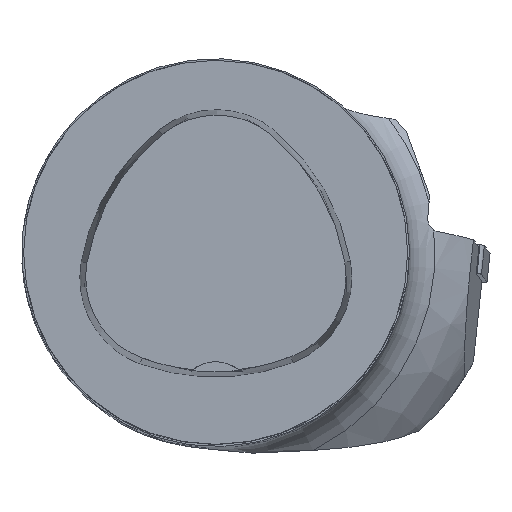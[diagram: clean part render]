
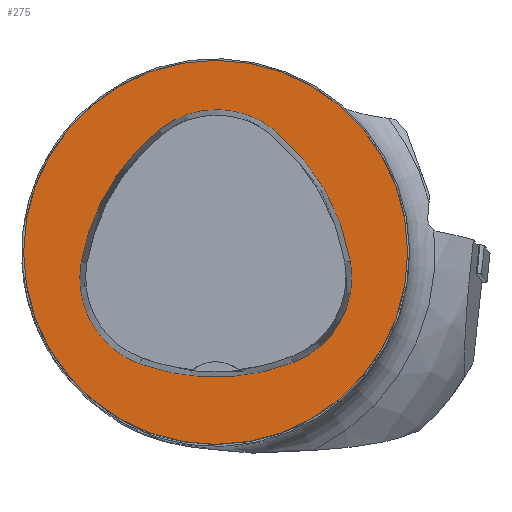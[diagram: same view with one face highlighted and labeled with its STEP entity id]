
A CAD part, top view. The second image highlights one B-rep face of the part: STEP entity #275.
In plain terms, the highlighted planar face has unit normal (0, 0, 1).
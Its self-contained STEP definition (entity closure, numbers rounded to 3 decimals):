
#112=FACE_BOUND('',#471,.T.);
#113=FACE_BOUND('',#472,.T.);
#177=CIRCLE('',#1542,31.5);
#178=CIRCLE('',#1548,36.);
#180=CIRCLE('',#1551,15.);
#182=CIRCLE('',#1554,36.);
#184=CIRCLE('',#1557,15.);
#188=CIRCLE('',#1562,36.);
#190=CIRCLE('',#1565,15.);
#275=ADVANCED_FACE('',(#112,#113),#325,.T.);
#325=PLANE('',#1570);
#471=EDGE_LOOP('',(#790,#791,#792,#793,#794,#795));
#472=EDGE_LOOP('',(#796));
#790=ORIENTED_EDGE('',*,*,#1177,.T.);
#791=ORIENTED_EDGE('',*,*,#1157,.T.);
#792=ORIENTED_EDGE('',*,*,#1161,.T.);
#793=ORIENTED_EDGE('',*,*,#1164,.T.);
#794=ORIENTED_EDGE('',*,*,#1167,.T.);
#795=ORIENTED_EDGE('',*,*,#1175,.T.);
#796=ORIENTED_EDGE('',*,*,#1148,.F.);
#987=VERTEX_POINT('',#2377);
#996=VERTEX_POINT('',#2396);
#997=VERTEX_POINT('',#2397);
#1000=VERTEX_POINT('',#2405);
#1002=VERTEX_POINT('',#2411);
#1004=VERTEX_POINT('',#2417);
#1011=VERTEX_POINT('',#2438);
#1148=EDGE_CURVE('',#987,#987,#177,.T.);
#1157=EDGE_CURVE('',#996,#997,#178,.T.);
#1161=EDGE_CURVE('',#997,#1000,#180,.T.);
#1164=EDGE_CURVE('',#1000,#1002,#182,.T.);
#1167=EDGE_CURVE('',#1002,#1004,#184,.T.);
#1175=EDGE_CURVE('',#1004,#1011,#188,.T.);
#1177=EDGE_CURVE('',#1011,#996,#190,.T.);
#1542=AXIS2_PLACEMENT_3D('',#2376,#1839,#1840);
#1548=AXIS2_PLACEMENT_3D('',#2395,#1855,#1856);
#1551=AXIS2_PLACEMENT_3D('',#2404,#1863,#1864);
#1554=AXIS2_PLACEMENT_3D('',#2410,#1870,#1871);
#1557=AXIS2_PLACEMENT_3D('',#2416,#1877,#1878);
#1562=AXIS2_PLACEMENT_3D('',#2439,#1889,#1890);
#1565=AXIS2_PLACEMENT_3D('',#2442,#1895,#1896);
#1570=AXIS2_PLACEMENT_3D('',#2447,#1905,#1906);
#1839=DIRECTION('',(0.,0.,-1.));
#1840=DIRECTION('',(-1.,0.,0.));
#1855=DIRECTION('',(0.,0.,-1.));
#1856=DIRECTION('',(-1.,0.,0.));
#1863=DIRECTION('',(0.,0.,-1.));
#1864=DIRECTION('',(-1.,0.,0.));
#1870=DIRECTION('',(0.,0.,-1.));
#1871=DIRECTION('',(-1.,0.,0.));
#1877=DIRECTION('',(0.,0.,-1.));
#1878=DIRECTION('',(-1.,0.,0.));
#1889=DIRECTION('',(0.,0.,-1.));
#1890=DIRECTION('',(-1.,0.,0.));
#1895=DIRECTION('',(0.,0.,-1.));
#1896=DIRECTION('',(-1.,0.,0.));
#1905=DIRECTION('',(0.,0.,1.));
#1906=DIRECTION('',(1.,0.,0.));
#2376=CARTESIAN_POINT('',(0.,0.,0.));
#2377=CARTESIAN_POINT('',(-31.5,0.,0.));
#2395=CARTESIAN_POINT('',(13.398,-7.893,0.));
#2396=CARTESIAN_POINT('',(-22.041,-1.562,0.));
#2397=CARTESIAN_POINT('',(-9.317,20.036,0.));
#2404=CARTESIAN_POINT('',(0.148,8.399,0.));
#2405=CARTESIAN_POINT('',(9.779,19.898,0.));
#2410=CARTESIAN_POINT('',(-13.337,-7.7,0.));
#2411=CARTESIAN_POINT('',(22.122,-1.48,0.));
#2416=CARTESIAN_POINT('',(7.347,-4.071,0.));
#2417=CARTESIAN_POINT('',(12.693,-18.087,0.));
#2438=CARTESIAN_POINT('',(-12.373,-18.307,0.));
#2439=CARTESIAN_POINT('',(-0.137,15.55,0.));
#2442=CARTESIAN_POINT('',(-7.275,-4.2,0.));
#2447=CARTESIAN_POINT('',(0.,0.,0.));
